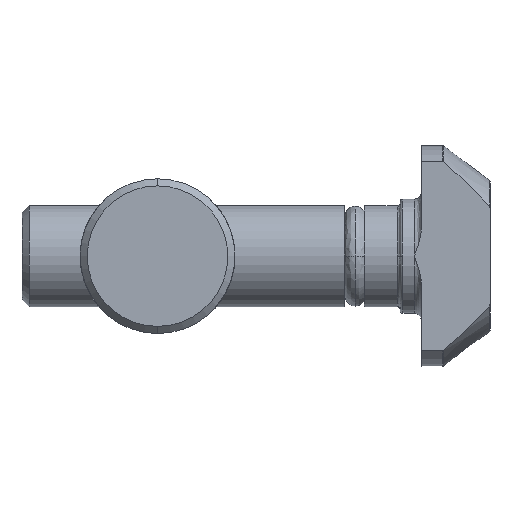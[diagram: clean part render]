
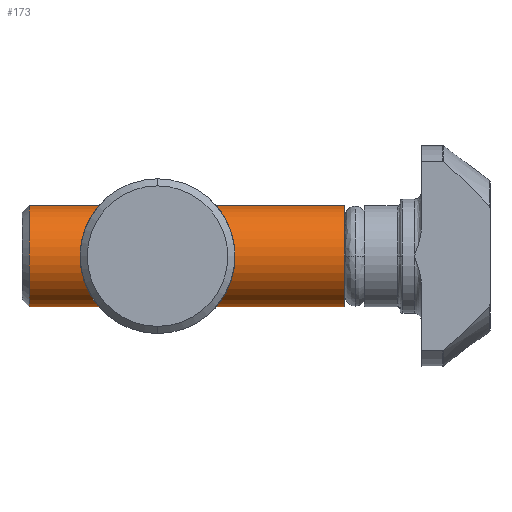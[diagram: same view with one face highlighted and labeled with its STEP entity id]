
A CAD part, front view. The second image highlights one B-rep face of the part: STEP entity #173.
In plain terms, the highlighted cylindrical face has radius 3.55 mm (diameter 7.1 mm), a partial arc.
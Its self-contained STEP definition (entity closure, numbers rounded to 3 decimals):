
#3 = LINE ( 'NONE', #3848, #625 ) ;
#81 = DIRECTION ( 'NONE',  ( 0., 0., 1. ) ) ;
#173 = ADVANCED_FACE ( 'NONE', ( #737 ), #477, .T. ) ;
#243 = CARTESIAN_POINT ( 'NONE',  ( -32.3, 0., -3.55 ) ) ;
#266 = ORIENTED_EDGE ( 'NONE', *, *, #2761, .T. ) ;
#310 = ORIENTED_EDGE ( 'NONE', *, *, #400, .T. ) ;
#355 = AXIS2_PLACEMENT_3D ( 'NONE', #416, #1682, #81 ) ;
#376 = EDGE_CURVE ( 'NONE', #2547, #3175, #1258, .T. ) ;
#400 = EDGE_CURVE ( 'NONE', #3175, #1459, #3, .T. ) ;
#416 = CARTESIAN_POINT ( 'NONE',  ( -32.8, 0., 0. ) ) ;
#477 = CYLINDRICAL_SURFACE ( 'NONE', #355, 3.55 ) ;
#625 = VECTOR ( 'NONE', #899, 1000. ) ;
#635 = ORIENTED_EDGE ( 'NONE', *, *, #971, .F. ) ;
#657 = ORIENTED_EDGE ( 'NONE', *, *, #376, .T. ) ;
#737 = FACE_OUTER_BOUND ( 'NONE', #2213, .T. ) ;
#899 = DIRECTION ( 'NONE',  ( -1., 0., 0. ) ) ;
#971 = EDGE_CURVE ( 'NONE', #2547, #1065, #3698, .T. ) ;
#1065 = VERTEX_POINT ( 'NONE', #243 ) ;
#1204 = DIRECTION ( 'NONE',  ( 0., 0., 1. ) ) ;
#1258 = CIRCLE ( 'NONE', #3250, 3.55 ) ;
#1459 = VERTEX_POINT ( 'NONE', #2567 ) ;
#1508 = CARTESIAN_POINT ( 'NONE',  ( -10.2, 0., 0. ) ) ;
#1557 = CARTESIAN_POINT ( 'NONE',  ( -32.3, 0., 0. ) ) ;
#1682 = DIRECTION ( 'NONE',  ( -1., 0., 0. ) ) ;
#1740 = AXIS2_PLACEMENT_3D ( 'NONE', #1557, #1869, #1204 ) ;
#1869 = DIRECTION ( 'NONE',  ( 1., 0., 0. ) ) ;
#1939 = DIRECTION ( 'NONE',  ( -1., 0., 0. ) ) ;
#2045 = CARTESIAN_POINT ( 'NONE',  ( -10.2, 0., -3.55 ) ) ;
#2213 = EDGE_LOOP ( 'NONE', ( #635, #657, #310, #266 ) ) ;
#2547 = VERTEX_POINT ( 'NONE', #2045 ) ;
#2567 = CARTESIAN_POINT ( 'NONE',  ( -32.3, 0., 3.55 ) ) ;
#2629 = VECTOR ( 'NONE', #1939, 1000. ) ;
#2682 = CARTESIAN_POINT ( 'NONE',  ( -10.2, 0., 3.55 ) ) ;
#2695 = DIRECTION ( 'NONE',  ( -1., 0., 0. ) ) ;
#2761 = EDGE_CURVE ( 'NONE', #1459, #1065, #3402, .T. ) ;
#3175 = VERTEX_POINT ( 'NONE', #2682 ) ;
#3250 = AXIS2_PLACEMENT_3D ( 'NONE', #1508, #2695, #3345 ) ;
#3345 = DIRECTION ( 'NONE',  ( 0., 0., 1. ) ) ;
#3402 = CIRCLE ( 'NONE', #1740, 3.55 ) ;
#3406 = CARTESIAN_POINT ( 'NONE',  ( -32.8, 0., -3.55 ) ) ;
#3698 = LINE ( 'NONE', #3406, #2629 ) ;
#3848 = CARTESIAN_POINT ( 'NONE',  ( -32.8, 0., 3.55 ) ) ;
